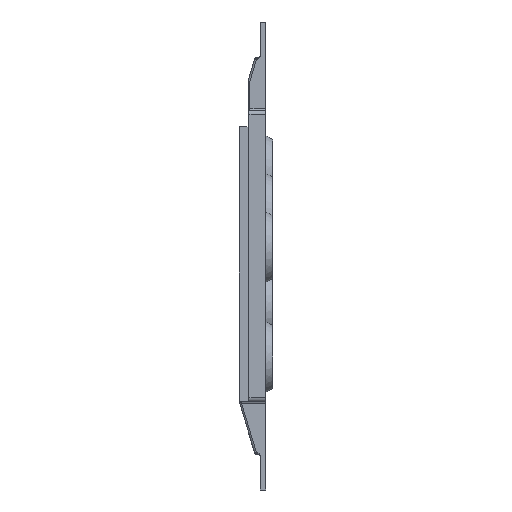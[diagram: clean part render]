
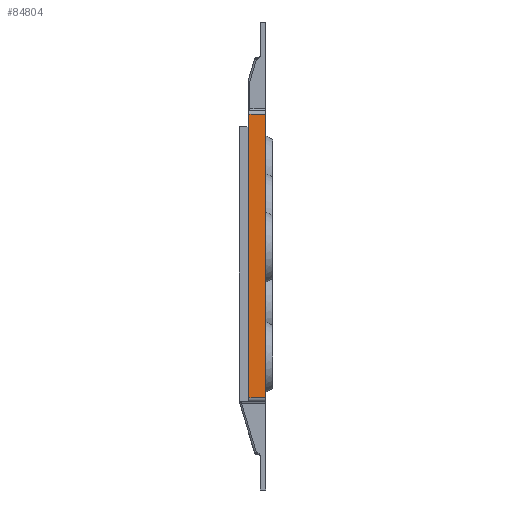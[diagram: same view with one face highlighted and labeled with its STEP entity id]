
A CAD part, left-side view. The second image highlights one B-rep face of the part: STEP entity #84804.
In plain terms, the highlighted planar face has unit normal (-1, 0, 0).
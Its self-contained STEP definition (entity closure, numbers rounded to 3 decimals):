
#289 = FACE_OUTER_BOUND ( 'NONE', #91951, .T. ) ;
#16409 = DIRECTION ( 'NONE',  ( 0., 0., -1. ) ) ;
#16420 = CARTESIAN_POINT ( 'NONE',  ( -393., 19., 164. ) ) ;
#18440 = CARTESIAN_POINT ( 'NONE',  ( -393., 0., 160. ) ) ;
#66906 = ORIENTED_EDGE ( 'NONE', *, *, #99198, .T. ) ;
#66908 = ORIENTED_EDGE ( 'NONE', *, *, #100746, .T. ) ;
#66910 = ORIENTED_EDGE ( 'NONE', *, *, #101345, .T. ) ;
#66912 = ORIENTED_EDGE ( 'NONE', *, *, #100750, .T. ) ;
#84804 = ADVANCED_FACE ( 'NONE', ( #289 ), #142473, .F. ) ;
#91951 = EDGE_LOOP ( 'NONE', ( #66912, #66910, #66908, #66906 ) ) ;
#99198 = EDGE_CURVE ( 'NONE', #149433, #148988, #179792, .T. ) ;
#100746 = EDGE_CURVE ( 'NONE', #150399, #149433, #178783, .T. ) ;
#100750 = EDGE_CURVE ( 'NONE', #148988, #149499, #178808, .T. ) ;
#101345 = EDGE_CURVE ( 'NONE', #149499, #150399, #179746, .T. ) ;
#122414 = DIRECTION ( 'NONE',  ( 0., 0., 1. ) ) ;
#122416 = CARTESIAN_POINT ( 'NONE',  ( -393., 0., 164. ) ) ;
#125026 = AXIS2_PLACEMENT_3D ( 'NONE', #142448, #142479, #142482 ) ;
#134544 = CARTESIAN_POINT ( 'NONE',  ( -393., 30., -160. ) ) ;
#134574 = DIRECTION ( 'NONE',  ( 0., -1., 0. ) ) ;
#134585 = CARTESIAN_POINT ( 'NONE',  ( -393., 30., 160. ) ) ;
#134595 = DIRECTION ( 'NONE',  ( 0., 1., 0. ) ) ;
#142448 = CARTESIAN_POINT ( 'NONE',  ( -393., 30., 164. ) ) ;
#142473 = PLANE ( 'NONE',  #125026 ) ;
#142479 = DIRECTION ( 'NONE',  ( 1., 0., 0. ) ) ;
#142482 = DIRECTION ( 'NONE',  ( 0., 0., -1. ) ) ;
#148988 = VERTEX_POINT ( 'NONE', #18440 ) ;
#149433 = VERTEX_POINT ( 'NONE', #173438 ) ;
#149499 = VERTEX_POINT ( 'NONE', #173469 ) ;
#150399 = VERTEX_POINT ( 'NONE', #173836 ) ;
#173438 = CARTESIAN_POINT ( 'NONE',  ( -393., 0., -160. ) ) ;
#173469 = CARTESIAN_POINT ( 'NONE',  ( -393., 19., 160. ) ) ;
#173836 = CARTESIAN_POINT ( 'NONE',  ( -393., 19., -160. ) ) ;
#178783 = LINE ( 'NONE', #134544, #178806 ) ;
#178806 = VECTOR ( 'NONE', #134574, 1000. ) ;
#178808 = LINE ( 'NONE', #134585, #178814 ) ;
#178814 = VECTOR ( 'NONE', #134595, 1000. ) ;
#179728 = VECTOR ( 'NONE', #16409, 1000. ) ;
#179746 = LINE ( 'NONE', #16420, #179728 ) ;
#179792 = LINE ( 'NONE', #122416, #179801 ) ;
#179801 = VECTOR ( 'NONE', #122414, 1000. ) ;
